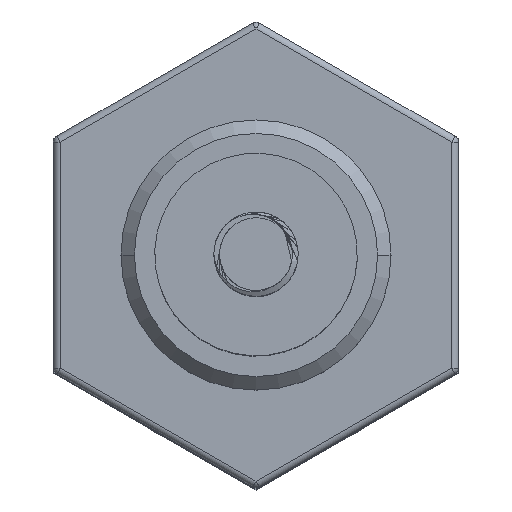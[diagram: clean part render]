
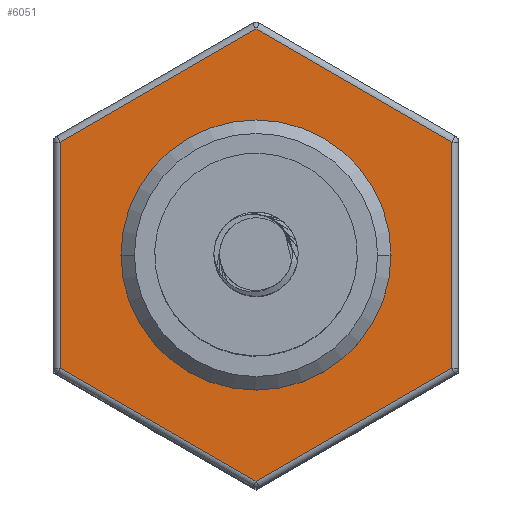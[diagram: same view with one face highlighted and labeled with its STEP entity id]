
A CAD part, top view. The second image highlights one B-rep face of the part: STEP entity #6051.
In plain terms, the highlighted planar face has unit normal (0, 0, 1).
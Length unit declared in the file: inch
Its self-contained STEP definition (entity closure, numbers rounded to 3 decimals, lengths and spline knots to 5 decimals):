
#21 = EDGE_CURVE ( 'NONE', #14885, #11847, #8269, .T. ) ;
#96 = DIRECTION ( 'NONE',  ( 0., 1., 0. ) ) ;
#254 = CARTESIAN_POINT ( 'NONE',  ( 0., 0.83716, 2.107 ) ) ;
#271 = VERTEX_POINT ( 'NONE', #11578 ) ;
#666 = EDGE_CURVE ( 'NONE', #11920, #13596, #5860, .T. ) ;
#903 = CARTESIAN_POINT ( 'NONE',  ( -0.725, -0.41858, 2.107 ) ) ;
#1345 = CARTESIAN_POINT ( 'NONE',  ( -0.7375, 0.41136, 2.107 ) ) ;
#1638 = ORIENTED_EDGE ( 'NONE', *, *, #666, .T. ) ;
#2154 = VECTOR ( 'NONE', #4681, 39.37008 ) ;
#2312 = VERTEX_POINT ( 'NONE', #254 ) ;
#2495 = DIRECTION ( 'NONE',  ( 0.866, 0.5, 0. ) ) ;
#2824 = DIRECTION ( 'NONE',  ( -0.866, -0.5, 0. ) ) ;
#3385 = CARTESIAN_POINT ( 'NONE',  ( 0.0125, -0.84437, 2.107 ) ) ;
#3444 = VECTOR ( 'NONE', #2495, 39.37008 ) ;
#3750 = LINE ( 'NONE', #8603, #3444 ) ;
#3879 = EDGE_LOOP ( 'NONE', ( #9822, #9840, #1638, #12913, #7505, #8739 ) ) ;
#3990 = DIRECTION ( 'NONE',  ( 0.5, -0.866, 0. ) ) ;
#4028 = DIRECTION ( 'NONE',  ( -0.866, 0.5, 0. ) ) ;
#4144 = ORIENTED_EDGE ( 'NONE', *, *, #4939, .F. ) ;
#4481 = AXIS2_PLACEMENT_3D ( 'NONE', #8819, #8973, #6409 ) ;
#4490 = EDGE_CURVE ( 'NONE', #10177, #14885, #3750, .T. ) ;
#4681 = DIRECTION ( 'NONE',  ( 0., -1., 0. ) ) ;
#4939 = EDGE_CURVE ( 'NONE', #271, #8287, #11264, .T. ) ;
#5181 = FACE_OUTER_BOUND ( 'NONE', #3879, .T. ) ;
#5567 = DIRECTION ( 'NONE',  ( 1., 0., 0. ) ) ;
#5860 = LINE ( 'NONE', #10635, #2154 ) ;
#6051 = ADVANCED_FACE ( 'NONE', ( #11143, #5181 ), #9959, .T. ) ;
#6355 = ORIENTED_EDGE ( 'NONE', *, *, #12207, .F. ) ;
#6409 = DIRECTION ( 'NONE',  ( 1., 0., 0. ) ) ;
#6434 = DIRECTION ( 'NONE',  ( 0., 0., 1. ) ) ;
#7041 = EDGE_CURVE ( 'NONE', #11847, #2312, #13546, .T. ) ;
#7234 = CARTESIAN_POINT ( 'NONE',  ( 0.725, -0.41858, 2.107 ) ) ;
#7505 = ORIENTED_EDGE ( 'NONE', *, *, #4490, .T. ) ;
#7933 = CARTESIAN_POINT ( 'NONE',  ( 0., -0.83716, 2.107 ) ) ;
#8148 = AXIS2_PLACEMENT_3D ( 'NONE', #14749, #6434, #3990 ) ;
#8238 = CARTESIAN_POINT ( 'NONE',  ( 0.725, 0.41858, 2.107 ) ) ;
#8269 = LINE ( 'NONE', #13078, #12776 ) ;
#8287 = VERTEX_POINT ( 'NONE', #11527 ) ;
#8525 = AXIS2_PLACEMENT_3D ( 'NONE', #15055, #13659, #5567 ) ;
#8603 = CARTESIAN_POINT ( 'NONE',  ( 0.7375, -0.41136, 2.107 ) ) ;
#8633 = LINE ( 'NONE', #1345, #10223 ) ;
#8739 = ORIENTED_EDGE ( 'NONE', *, *, #21, .T. ) ;
#8819 = CARTESIAN_POINT ( 'NONE',  ( 0., 0., 2.107 ) ) ;
#8973 = DIRECTION ( 'NONE',  ( 0., 0., 1. ) ) ;
#9822 = ORIENTED_EDGE ( 'NONE', *, *, #7041, .T. ) ;
#9840 = ORIENTED_EDGE ( 'NONE', *, *, #10122, .T. ) ;
#9959 = PLANE ( 'NONE',  #8148 ) ;
#10122 = EDGE_CURVE ( 'NONE', #2312, #11920, #8633, .T. ) ;
#10177 = VERTEX_POINT ( 'NONE', #7933 ) ;
#10223 = VECTOR ( 'NONE', #2824, 39.37008 ) ;
#10269 = EDGE_LOOP ( 'NONE', ( #4144, #6355 ) ) ;
#10635 = CARTESIAN_POINT ( 'NONE',  ( -0.725, -0.43301, 2.107 ) ) ;
#11143 = FACE_BOUND ( 'NONE', #10269, .T. ) ;
#11145 = CARTESIAN_POINT ( 'NONE',  ( -0.725, 0.41858, 2.107 ) ) ;
#11264 = CIRCLE ( 'NONE', #4481, 0.4862 ) ;
#11408 = VECTOR ( 'NONE', #4028, 39.37008 ) ;
#11527 = CARTESIAN_POINT ( 'NONE',  ( 0.4862, 0., 2.107 ) ) ;
#11578 = CARTESIAN_POINT ( 'NONE',  ( -0.4862, 0., 2.107 ) ) ;
#11654 = LINE ( 'NONE', #3385, #12183 ) ;
#11847 = VERTEX_POINT ( 'NONE', #8238 ) ;
#11920 = VERTEX_POINT ( 'NONE', #11145 ) ;
#12183 = VECTOR ( 'NONE', #14155, 39.37008 ) ;
#12207 = EDGE_CURVE ( 'NONE', #8287, #271, #15293, .T. ) ;
#12365 = CARTESIAN_POINT ( 'NONE',  ( -0.0125, 0.84437, 2.107 ) ) ;
#12776 = VECTOR ( 'NONE', #96, 39.37008 ) ;
#12913 = ORIENTED_EDGE ( 'NONE', *, *, #14012, .T. ) ;
#13078 = CARTESIAN_POINT ( 'NONE',  ( 0.725, 0.43301, 2.107 ) ) ;
#13546 = LINE ( 'NONE', #12365, #11408 ) ;
#13596 = VERTEX_POINT ( 'NONE', #903 ) ;
#13659 = DIRECTION ( 'NONE',  ( 0., 0., 1. ) ) ;
#14012 = EDGE_CURVE ( 'NONE', #13596, #10177, #11654, .T. ) ;
#14155 = DIRECTION ( 'NONE',  ( 0.866, -0.5, 0. ) ) ;
#14749 = CARTESIAN_POINT ( 'NONE',  ( 0.75, 1.29904, 2.107 ) ) ;
#14885 = VERTEX_POINT ( 'NONE', #7234 ) ;
#15055 = CARTESIAN_POINT ( 'NONE',  ( 0., 0., 2.107 ) ) ;
#15293 = CIRCLE ( 'NONE', #8525, 0.4862 ) ;
